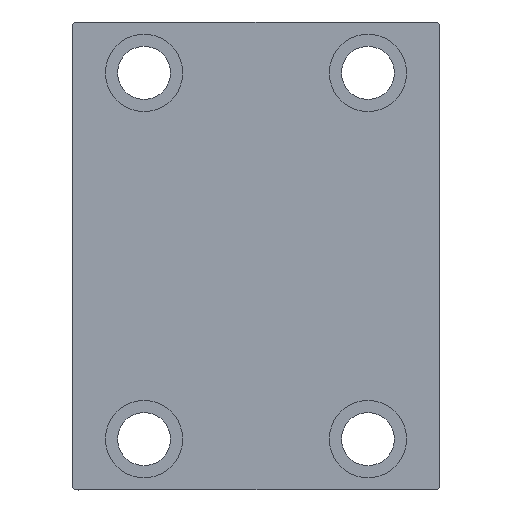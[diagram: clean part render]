
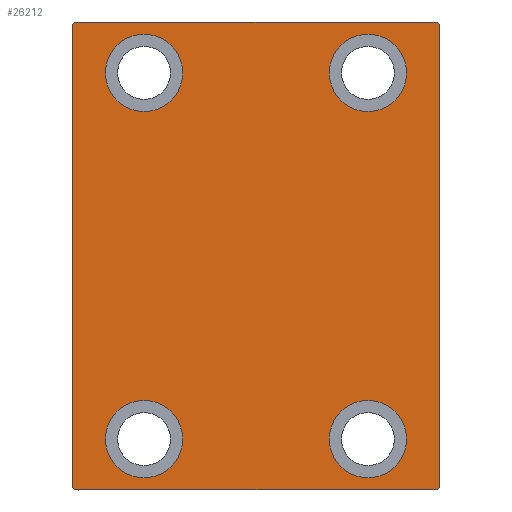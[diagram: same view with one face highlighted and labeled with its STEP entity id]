
A CAD part, left-side view. The second image highlights one B-rep face of the part: STEP entity #26212.
In plain terms, the highlighted face is planar.
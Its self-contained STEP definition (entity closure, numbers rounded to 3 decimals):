
#827 = DIRECTION ( 'NONE',  ( 0., 0.707, 0.707 ) ) ;
#1006 = CARTESIAN_POINT ( 'NONE',  ( 108., -44.5, 57.5 ) ) ;
#1408 = CARTESIAN_POINT ( 'NONE',  ( 108., 27.5, -45. ) ) ;
#1711 = LINE ( 'NONE', #35540, #12996 ) ;
#1748 = VERTEX_POINT ( 'NONE', #38637 ) ;
#2033 = DIRECTION ( 'NONE',  ( -1., 0., 0. ) ) ;
#2126 = FACE_BOUND ( 'NONE', #23098, .T. ) ;
#2467 = AXIS2_PLACEMENT_3D ( 'NONE', #24132, #20031, #31210 ) ;
#2723 = VERTEX_POINT ( 'NONE', #43656 ) ;
#3125 = VERTEX_POINT ( 'NONE', #14336 ) ;
#3321 = LINE ( 'NONE', #30716, #19388 ) ;
#3655 = ORIENTED_EDGE ( 'NONE', *, *, #33889, .T. ) ;
#4134 = CIRCLE ( 'NONE', #23099, 9.5 ) ;
#4519 = ORIENTED_EDGE ( 'NONE', *, *, #15656, .T. ) ;
#4947 = DIRECTION ( 'NONE',  ( 0., 0., 1. ) ) ;
#4988 = VERTEX_POINT ( 'NONE', #19958 ) ;
#5015 = CARTESIAN_POINT ( 'NONE',  ( 108., 27.5, 45. ) ) ;
#5409 = VERTEX_POINT ( 'NONE', #7790 ) ;
#5986 = FACE_BOUND ( 'NONE', #30510, .T. ) ;
#6870 = ORIENTED_EDGE ( 'NONE', *, *, #15249, .T. ) ;
#7790 = CARTESIAN_POINT ( 'NONE',  ( 108., -27.5, 35.5 ) ) ;
#7887 = VERTEX_POINT ( 'NONE', #8121 ) ;
#8121 = CARTESIAN_POINT ( 'NONE',  ( 108., -27.5, -35.5 ) ) ;
#8403 = CARTESIAN_POINT ( 'NONE',  ( 108., -27.5, 54.5 ) ) ;
#8634 = EDGE_CURVE ( 'NONE', #7887, #36814, #18503, .T. ) ;
#8704 = DIRECTION ( 'NONE',  ( -1., 0., 0. ) ) ;
#8860 = LINE ( 'NONE', #12743, #23134 ) ;
#9103 = EDGE_CURVE ( 'NONE', #2723, #24679, #39665, .T. ) ;
#9298 = CARTESIAN_POINT ( 'NONE',  ( 108., -27.5, -54.5 ) ) ;
#9424 = DIRECTION ( 'NONE',  ( 0., 0., -1. ) ) ;
#9718 = ORIENTED_EDGE ( 'NONE', *, *, #9103, .T. ) ;
#9858 = VECTOR ( 'NONE', #17468, 1000. ) ;
#9923 = EDGE_CURVE ( 'NONE', #25907, #5409, #38992, .T. ) ;
#11203 = AXIS2_PLACEMENT_3D ( 'NONE', #22908, #29985, #43924 ) ;
#11472 = VECTOR ( 'NONE', #13642, 1000. ) ;
#11481 = CARTESIAN_POINT ( 'NONE',  ( 108., 44.5, 57.5 ) ) ;
#11880 = DIRECTION ( 'NONE',  ( 0., 0., 1. ) ) ;
#12319 = DIRECTION ( 'NONE',  ( 0., 0., 1. ) ) ;
#12564 = CARTESIAN_POINT ( 'NONE',  ( 108., -27.5, 45. ) ) ;
#12604 = EDGE_CURVE ( 'NONE', #33432, #28453, #14738, .T. ) ;
#12633 = PLANE ( 'NONE',  #14934 ) ;
#12743 = CARTESIAN_POINT ( 'NONE',  ( 108., 45., 57.5 ) ) ;
#12996 = VECTOR ( 'NONE', #827, 1000. ) ;
#13186 = DIRECTION ( 'NONE',  ( 0., 0., 1. ) ) ;
#13324 = EDGE_LOOP ( 'NONE', ( #31693, #32660, #21085, #41536, #16413, #25414, #42795, #44888 ) ) ;
#13642 = DIRECTION ( 'NONE',  ( 0., -0.707, 0.707 ) ) ;
#13792 = DIRECTION ( 'NONE',  ( 0., 1., 0. ) ) ;
#13837 = CARTESIAN_POINT ( 'NONE',  ( 108., -51., 51. ) ) ;
#14336 = CARTESIAN_POINT ( 'NONE',  ( 108., 27.5, 35.5 ) ) ;
#14381 = CARTESIAN_POINT ( 'NONE',  ( 108., -45., 57. ) ) ;
#14636 = DIRECTION ( 'NONE',  ( 0., 0., -1. ) ) ;
#14738 = LINE ( 'NONE', #13837, #9858 ) ;
#14934 = AXIS2_PLACEMENT_3D ( 'NONE', #19916, #33846, #9424 ) ;
#15249 = EDGE_CURVE ( 'NONE', #36814, #7887, #41296, .T. ) ;
#15319 = DIRECTION ( 'NONE',  ( -1., 0., 0. ) ) ;
#15465 = DIRECTION ( 'NONE',  ( 0., 0., 1. ) ) ;
#15656 = EDGE_CURVE ( 'NONE', #3125, #31918, #4134, .T. ) ;
#15747 = CIRCLE ( 'NONE', #41257, 9.5 ) ;
#15950 = DIRECTION ( 'NONE',  ( -1., 0., 0. ) ) ;
#15953 = DIRECTION ( 'NONE',  ( 0., -1., 0. ) ) ;
#16413 = ORIENTED_EDGE ( 'NONE', *, *, #29469, .T. ) ;
#16501 = FACE_BOUND ( 'NONE', #34657, .T. ) ;
#16880 = CARTESIAN_POINT ( 'NONE',  ( 108., -44.5, -57.5 ) ) ;
#17106 = CARTESIAN_POINT ( 'NONE',  ( 108., 45., -57. ) ) ;
#17304 = VERTEX_POINT ( 'NONE', #11481 ) ;
#17468 = DIRECTION ( 'NONE',  ( 0., -0.707, -0.707 ) ) ;
#17816 = CIRCLE ( 'NONE', #22189, 9.5 ) ;
#18288 = EDGE_LOOP ( 'NONE', ( #40522, #44177 ) ) ;
#18503 = CIRCLE ( 'NONE', #2467, 9.5 ) ;
#18540 = AXIS2_PLACEMENT_3D ( 'NONE', #40827, #15950, #13186 ) ;
#19255 = VECTOR ( 'NONE', #13792, 1000. ) ;
#19388 = VECTOR ( 'NONE', #41924, 1000. ) ;
#19916 = CARTESIAN_POINT ( 'NONE',  ( 108., 0., 0. ) ) ;
#19958 = CARTESIAN_POINT ( 'NONE',  ( 108., 44.5, -57.5 ) ) ;
#20031 = DIRECTION ( 'NONE',  ( -1., 0., 0. ) ) ;
#20297 = CARTESIAN_POINT ( 'NONE',  ( 108., 45., 57. ) ) ;
#20784 = VERTEX_POINT ( 'NONE', #16880 ) ;
#21085 = ORIENTED_EDGE ( 'NONE', *, *, #42770, .T. ) ;
#21119 = DIRECTION ( 'NONE',  ( -1., 0., 0. ) ) ;
#21643 = CARTESIAN_POINT ( 'NONE',  ( 108., 27.5, 45. ) ) ;
#22189 = AXIS2_PLACEMENT_3D ( 'NONE', #1408, #8704, #29039 ) ;
#22289 = LINE ( 'NONE', #36232, #32618 ) ;
#22575 = EDGE_CURVE ( 'NONE', #30670, #43943, #22289, .T. ) ;
#22908 = CARTESIAN_POINT ( 'NONE',  ( 108., 27.5, -45. ) ) ;
#23098 = EDGE_LOOP ( 'NONE', ( #4519, #3655 ) ) ;
#23099 = AXIS2_PLACEMENT_3D ( 'NONE', #5015, #2033, #12319 ) ;
#23134 = VECTOR ( 'NONE', #15953, 1000. ) ;
#24132 = CARTESIAN_POINT ( 'NONE',  ( 108., -27.5, -45. ) ) ;
#24679 = VERTEX_POINT ( 'NONE', #42423 ) ;
#25414 = ORIENTED_EDGE ( 'NONE', *, *, #40497, .T. ) ;
#25907 = VERTEX_POINT ( 'NONE', #8403 ) ;
#26212 = ADVANCED_FACE ( 'NONE', ( #16501, #30197, #2126, #5986, #37066 ), #12633, .T. ) ;
#26399 = EDGE_CURVE ( 'NONE', #24679, #2723, #17816, .T. ) ;
#28453 = VERTEX_POINT ( 'NONE', #14381 ) ;
#28549 = CARTESIAN_POINT ( 'NONE',  ( 108., -45., 57.5 ) ) ;
#29039 = DIRECTION ( 'NONE',  ( 0., 0., 1. ) ) ;
#29167 = DIRECTION ( 'NONE',  ( -1., 0., 0. ) ) ;
#29469 = EDGE_CURVE ( 'NONE', #20784, #4988, #37774, .T. ) ;
#29773 = EDGE_CURVE ( 'NONE', #5409, #25907, #31664, .T. ) ;
#29985 = DIRECTION ( 'NONE',  ( -1., 0., 0. ) ) ;
#30197 = FACE_BOUND ( 'NONE', #18288, .T. ) ;
#30510 = EDGE_LOOP ( 'NONE', ( #40464, #9718 ) ) ;
#30635 = ORIENTED_EDGE ( 'NONE', *, *, #8634, .T. ) ;
#30670 = VERTEX_POINT ( 'NONE', #17106 ) ;
#30716 = CARTESIAN_POINT ( 'NONE',  ( 108., -51., -51. ) ) ;
#30896 = CARTESIAN_POINT ( 'NONE',  ( 108., -45., -57.5 ) ) ;
#31210 = DIRECTION ( 'NONE',  ( 0., 0., 1. ) ) ;
#31664 = CIRCLE ( 'NONE', #44813, 9.5 ) ;
#31693 = ORIENTED_EDGE ( 'NONE', *, *, #37461, .T. ) ;
#31918 = VERTEX_POINT ( 'NONE', #37895 ) ;
#32618 = VECTOR ( 'NONE', #4947, 1000. ) ;
#32660 = ORIENTED_EDGE ( 'NONE', *, *, #12604, .T. ) ;
#33432 = VERTEX_POINT ( 'NONE', #1006 ) ;
#33846 = DIRECTION ( 'NONE',  ( 1., 0., 0. ) ) ;
#33889 = EDGE_CURVE ( 'NONE', #31918, #3125, #15747, .T. ) ;
#34136 = EDGE_CURVE ( 'NONE', #1748, #20784, #3321, .T. ) ;
#34657 = EDGE_LOOP ( 'NONE', ( #6870, #30635 ) ) ;
#34931 = VECTOR ( 'NONE', #14636, 1000. ) ;
#35085 = CARTESIAN_POINT ( 'NONE',  ( 108., 51., 51. ) ) ;
#35272 = CARTESIAN_POINT ( 'NONE',  ( 108., -27.5, -45. ) ) ;
#35540 = CARTESIAN_POINT ( 'NONE',  ( 108., 51., -51. ) ) ;
#36232 = CARTESIAN_POINT ( 'NONE',  ( 108., 45., -57.5 ) ) ;
#36814 = VERTEX_POINT ( 'NONE', #9298 ) ;
#37066 = FACE_OUTER_BOUND ( 'NONE', #13324, .T. ) ;
#37461 = EDGE_CURVE ( 'NONE', #17304, #33432, #8860, .T. ) ;
#37654 = EDGE_CURVE ( 'NONE', #43943, #17304, #44918, .T. ) ;
#37774 = LINE ( 'NONE', #30896, #19255 ) ;
#37895 = CARTESIAN_POINT ( 'NONE',  ( 108., 27.5, 54.5 ) ) ;
#38637 = CARTESIAN_POINT ( 'NONE',  ( 108., -45., -57. ) ) ;
#38833 = LINE ( 'NONE', #28549, #34931 ) ;
#38992 = CIRCLE ( 'NONE', #18540, 9.5 ) ;
#39164 = DIRECTION ( 'NONE',  ( 0., 0., 1. ) ) ;
#39665 = CIRCLE ( 'NONE', #11203, 9.5 ) ;
#40464 = ORIENTED_EDGE ( 'NONE', *, *, #26399, .T. ) ;
#40497 = EDGE_CURVE ( 'NONE', #4988, #30670, #1711, .T. ) ;
#40522 = ORIENTED_EDGE ( 'NONE', *, *, #29773, .T. ) ;
#40546 = AXIS2_PLACEMENT_3D ( 'NONE', #35272, #21119, #39164 ) ;
#40827 = CARTESIAN_POINT ( 'NONE',  ( 108., -27.5, 45. ) ) ;
#41257 = AXIS2_PLACEMENT_3D ( 'NONE', #21643, #29167, #15465 ) ;
#41296 = CIRCLE ( 'NONE', #40546, 9.5 ) ;
#41536 = ORIENTED_EDGE ( 'NONE', *, *, #34136, .T. ) ;
#41924 = DIRECTION ( 'NONE',  ( 0., 0.707, -0.707 ) ) ;
#42423 = CARTESIAN_POINT ( 'NONE',  ( 108., 27.5, -54.5 ) ) ;
#42770 = EDGE_CURVE ( 'NONE', #28453, #1748, #38833, .T. ) ;
#42795 = ORIENTED_EDGE ( 'NONE', *, *, #22575, .T. ) ;
#43656 = CARTESIAN_POINT ( 'NONE',  ( 108., 27.5, -35.5 ) ) ;
#43924 = DIRECTION ( 'NONE',  ( 0., 0., 1. ) ) ;
#43943 = VERTEX_POINT ( 'NONE', #20297 ) ;
#44177 = ORIENTED_EDGE ( 'NONE', *, *, #9923, .T. ) ;
#44813 = AXIS2_PLACEMENT_3D ( 'NONE', #12564, #15319, #11880 ) ;
#44888 = ORIENTED_EDGE ( 'NONE', *, *, #37654, .T. ) ;
#44918 = LINE ( 'NONE', #35085, #11472 ) ;
